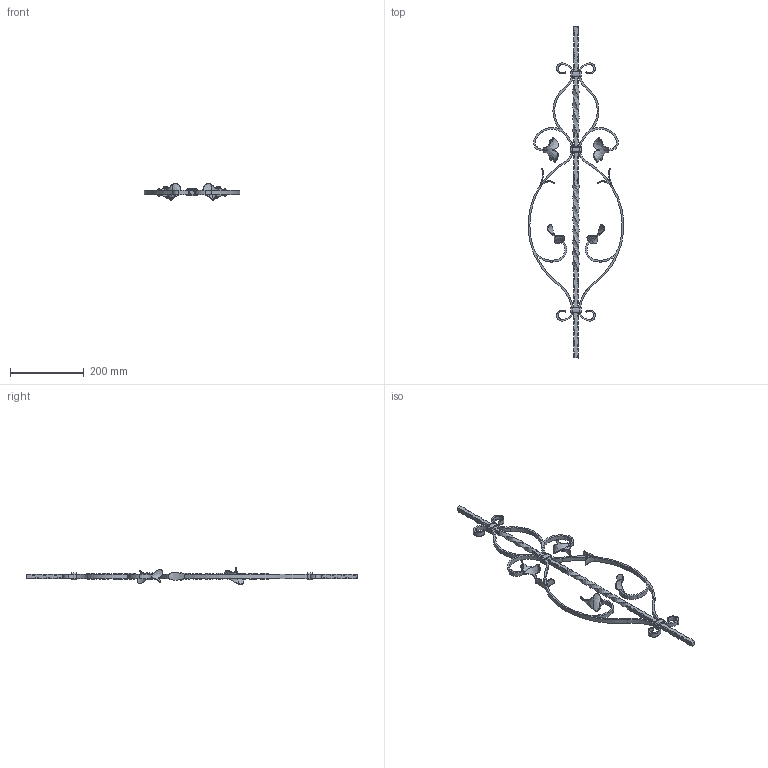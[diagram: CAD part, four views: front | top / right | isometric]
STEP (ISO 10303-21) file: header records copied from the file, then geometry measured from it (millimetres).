
FILE_DESCRIPTION (( 'STEP AP203' ), '1' );
FILE_NAME ('1998.STEP', '2023-07-06T14:42:31', ( '' ), ( '' ), 'SwSTEP 2.0', 'SolidWorks 2018', '' );
FILE_SCHEMA (( 'CONFIG_CONTROL_DESIGN' ));
Length unit declared in the file: millimetre
Products named in the file (1): 1998
Bounding box: 258.86 x 900 x 46.11 mm (x, y, z)
Volume: 298260.2 mm3; surface area: 156522.1 mm2
Topology: 6 solids, 6 shells, 1117 faces, 2905 edges, 1647 vertices
Faces by surface type: plane 368, cylinder 269, bspline 257, torus 223
Entity records: 55121 total; most frequent: CARTESIAN_POINT 30633, ORIENTED_EDGE 5506, DIRECTION 4447, EDGE_CURVE 2753, AXIS2_PLACEMENT_3D 1654, VERTEX_POINT 1647, VECTOR 1139, LINE 1139
